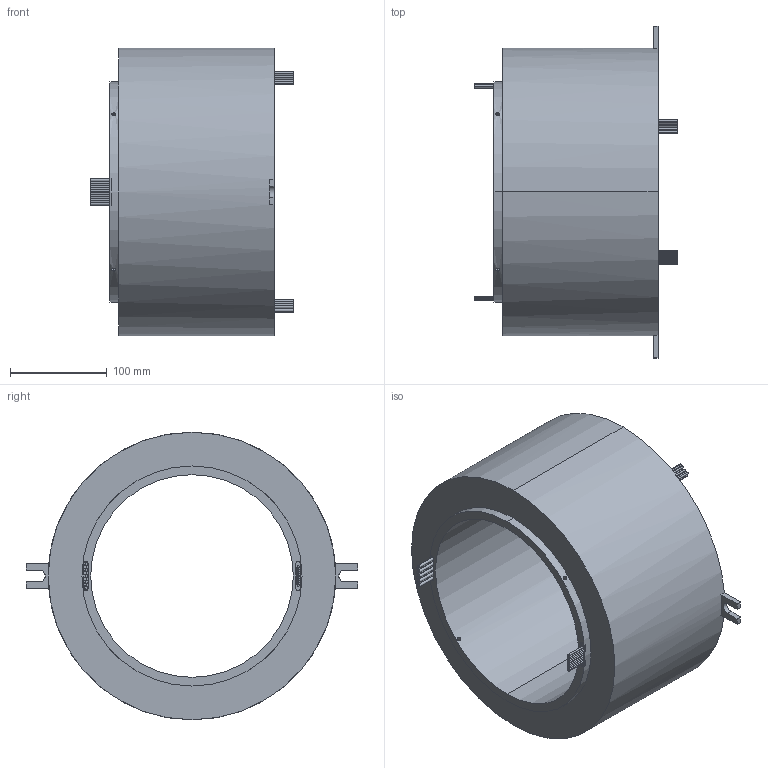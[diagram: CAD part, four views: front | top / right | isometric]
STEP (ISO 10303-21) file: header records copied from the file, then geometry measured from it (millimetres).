
FILE_DESCRIPTION (( 'STEP AP203' ), '1' );
FILE_NAME ('RX01218003.STEP', '2021-02-02T05:55:37', ( '微软用户' ), ( '微软中国' ), 'SwSTEP 2.0', 'SolidWorks 2014', '' );
FILE_SCHEMA (( 'CONFIG_CONTROL_DESIGN' ));
Length unit declared in the file: millimetre
Products named in the file (1): RX01218003
Bounding box: 210 x 344 x 298 mm (x, y, z)
Volume: 5714754.6 mm3; surface area: 354911 mm2
Topology: 1 solids, 3 shells, 329 faces, 762 edges, 504 vertices
Faces by surface type: cylinder 212, plane 109, cone 8
Entity records: 10177 total; most frequent: CARTESIAN_POINT 2060, DIRECTION 1830, ORIENTED_EDGE 1524, EDGE_CURVE 762, AXIS2_PLACEMENT_3D 754, VERTEX_POINT 504, EDGE_LOOP 458, CIRCLE 424
